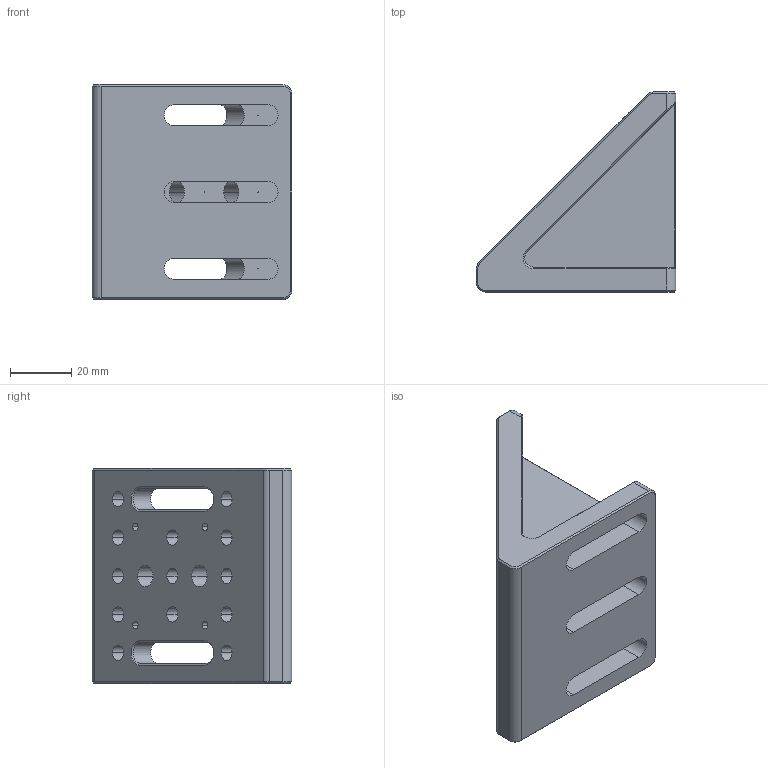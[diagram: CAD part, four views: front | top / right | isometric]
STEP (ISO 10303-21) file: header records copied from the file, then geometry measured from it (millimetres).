
FILE_DESCRIPTION (( 'STEP AP203' ), '1' );
FILE_NAME ('GCM-AB45-01.STEP', '2019-07-03T06:26:43', ( '' ), ( '' ), 'SwSTEP 2.0', 'SolidWorks 2015', '' );
FILE_SCHEMA (( 'CONFIG_CONTROL_DESIGN' ));
Length unit declared in the file: millimetre
Products named in the file (1): GCM-AB45-01
Bounding box: 65 x 65 x 70 mm (x, y, z)
Volume: 90347.3 mm3; surface area: 29879 mm2
Topology: 1 solids, 1 shells, 186 faces, 456 edges, 262 vertices
Faces by surface type: cylinder 67, cone 57, plane 56, bspline 4, sphere 2
Entity records: 5821 total; most frequent: CARTESIAN_POINT 1369, DIRECTION 950, ORIENTED_EDGE 868, EDGE_CURVE 434, AXIS2_PLACEMENT_3D 350, VERTEX_POINT 262, VECTOR 250, LINE 250
